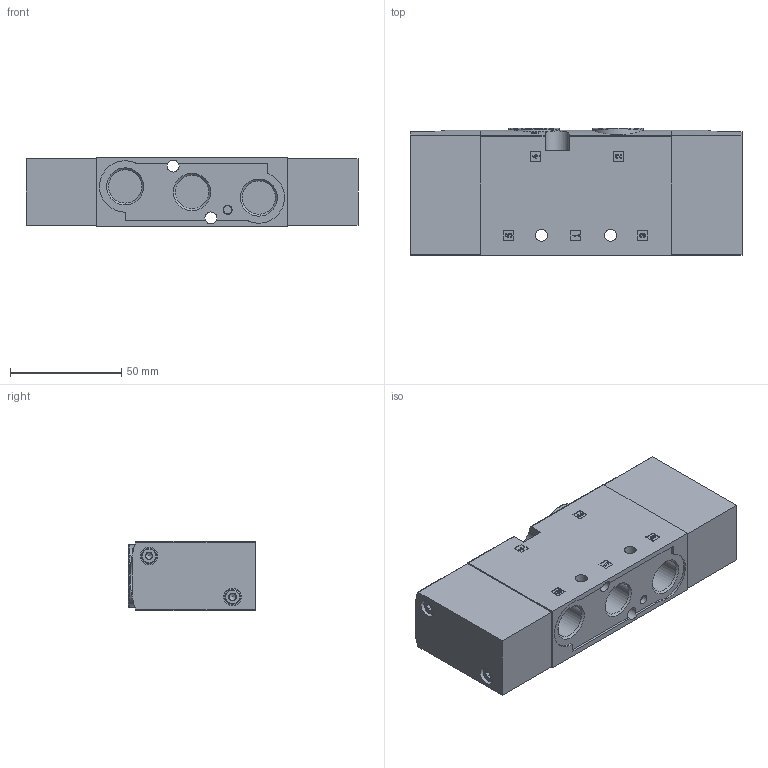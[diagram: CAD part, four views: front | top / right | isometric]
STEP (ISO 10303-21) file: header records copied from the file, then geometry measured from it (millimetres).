
FILE_DESCRIPTION(/* description */ ('STEP AP214'),/* implementation_level */ '2;1');
FILE_NAME(/* name */ '8036706_VUWS-LT30-T32C-M-G38',/* time_stamp */ '2024-09-17T23:18:48+02:00',/* author */ ('License CC BY-ND 4.0'),/* organization */ ('CADENAS'),/* preprocessor_version */ 'ST-DEVELOPER v19.3',/* originating_system */ 'PARTsolutions',/* authorisation */ ' ');
FILE_SCHEMA (('AUTOMOTIVE_DESIGN {1 0 10303 214 3 1 1}'));
Length unit declared in the file: millimetre
Products named in the file (4): 8036706 VUWS-LT30-T32C-M-G38; 1271695 VUVS-L30-.5.-G38 HOUSING---(H---0_M); 3065800 VUVS-L30-G-COVER53---(C---G); DIN-912 - M4x35(F)
Assembly tree (7 placements, depth 2):
  8036706 VUWS-LT30-T32C-M-G38
    1271695 VUVS-L30-.5.-G38 HOUSING---(H---0_M)
    3065800 VUVS-L30-G-COVER53---(C---G)  x2
    DIN-912 - M4x35(F)  x4
Bounding box: 149 x 57 x 31 mm (x, y, z)
Volume: 232210.4 mm3; surface area: 47081.5 mm2
Topology: 7 solids, 7 shells, 481 faces, 1178 edges, 748 vertices
Faces by surface type: plane 280, cylinder 126, cone 72, torus 3
Full cylindrical faces by diameter (mm): 3 x4, 3.242 x4, 4 x4, 4.5 x4, 5.3 x2, 5.4 x2, 6 x2, 7 x4, 8 x4, 8.566 x2, 14.95 x5, 23 x2
Entity records: 11160 total; most frequent: CARTESIAN_POINT 1995, DIRECTION 1911, ORIENTED_EDGE 1770, EDGE_CURVE 885, AXIS2_PLACEMENT_3D 659, VERTEX_POINT 619, LINE 593, VECTOR 593
